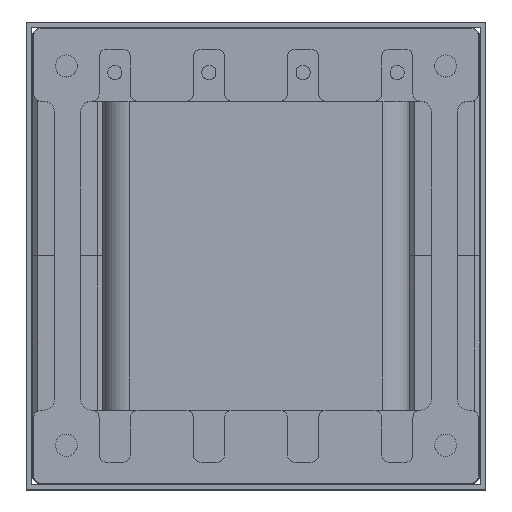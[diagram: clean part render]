
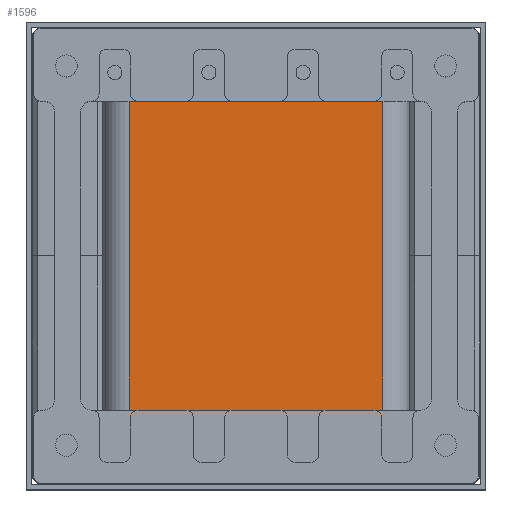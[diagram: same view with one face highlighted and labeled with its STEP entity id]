
A CAD part, top view. The second image highlights one B-rep face of the part: STEP entity #1596.
In plain terms, the highlighted face is planar.
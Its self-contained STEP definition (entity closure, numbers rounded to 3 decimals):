
#405 = CARTESIAN_POINT ( 'NONE',  ( 29.25, 29.5, -24.25 ) ) ;
#808 = DIRECTION ( 'NONE',  ( 0., 0., -1. ) ) ;
#1130 = LINE ( 'NONE', #6665, #3516 ) ;
#1248 = ORIENTED_EDGE ( 'NONE', *, *, #4268, .F. ) ;
#1255 = LINE ( 'NONE', #2378, #4746 ) ;
#1329 = LINE ( 'NONE', #5843, #1433 ) ;
#1433 = VECTOR ( 'NONE', #4725, 1000. ) ;
#1596 = ADVANCED_FACE ( 'NONE', ( #4244 ), #6137, .F. ) ;
#1768 = AXIS2_PLACEMENT_3D ( 'NONE', #6710, #5056, #3874 ) ;
#2226 = ORIENTED_EDGE ( 'NONE', *, *, #3481, .T. ) ;
#2318 = VERTEX_POINT ( 'NONE', #7281 ) ;
#2378 = CARTESIAN_POINT ( 'NONE',  ( 29.25, -29.5, -24.25 ) ) ;
#3247 = VERTEX_POINT ( 'NONE', #405 ) ;
#3481 = EDGE_CURVE ( 'NONE', #3535, #2318, #1255, .T. ) ;
#3516 = VECTOR ( 'NONE', #6128, 1000. ) ;
#3535 = VERTEX_POINT ( 'NONE', #5174 ) ;
#3867 = VECTOR ( 'NONE', #4229, 1000. ) ;
#3874 = DIRECTION ( 'NONE',  ( 0., 0., 1. ) ) ;
#4229 = DIRECTION ( 'NONE',  ( 0., 0., -1. ) ) ;
#4234 = ORIENTED_EDGE ( 'NONE', *, *, #4696, .F. ) ;
#4244 = FACE_OUTER_BOUND ( 'NONE', #5300, .T. ) ;
#4268 = EDGE_CURVE ( 'NONE', #3247, #2318, #1329, .T. ) ;
#4696 = EDGE_CURVE ( 'NONE', #6615, #3247, #4794, .T. ) ;
#4725 = DIRECTION ( 'NONE',  ( 0., -1., 0. ) ) ;
#4746 = VECTOR ( 'NONE', #808, 1000. ) ;
#4794 = LINE ( 'NONE', #7075, #3867 ) ;
#5056 = DIRECTION ( 'NONE',  ( -1., 0., 0. ) ) ;
#5174 = CARTESIAN_POINT ( 'NONE',  ( 29.25, -29.5, 24.25 ) ) ;
#5300 = EDGE_LOOP ( 'NONE', ( #2226, #1248, #4234, #5323 ) ) ;
#5323 = ORIENTED_EDGE ( 'NONE', *, *, #6092, .T. ) ;
#5843 = CARTESIAN_POINT ( 'NONE',  ( 29.25, 29.5, -24.25 ) ) ;
#6092 = EDGE_CURVE ( 'NONE', #6615, #3535, #1130, .T. ) ;
#6128 = DIRECTION ( 'NONE',  ( 0., -1., 0. ) ) ;
#6137 = PLANE ( 'NONE',  #1768 ) ;
#6481 = CARTESIAN_POINT ( 'NONE',  ( 29.25, 29.5, 24.25 ) ) ;
#6615 = VERTEX_POINT ( 'NONE', #6481 ) ;
#6665 = CARTESIAN_POINT ( 'NONE',  ( 29.25, 29.5, 24.25 ) ) ;
#6710 = CARTESIAN_POINT ( 'NONE',  ( 29.25, 29.5, -24.25 ) ) ;
#7075 = CARTESIAN_POINT ( 'NONE',  ( 29.25, 29.5, -24.25 ) ) ;
#7281 = CARTESIAN_POINT ( 'NONE',  ( 29.25, -29.5, -24.25 ) ) ;
